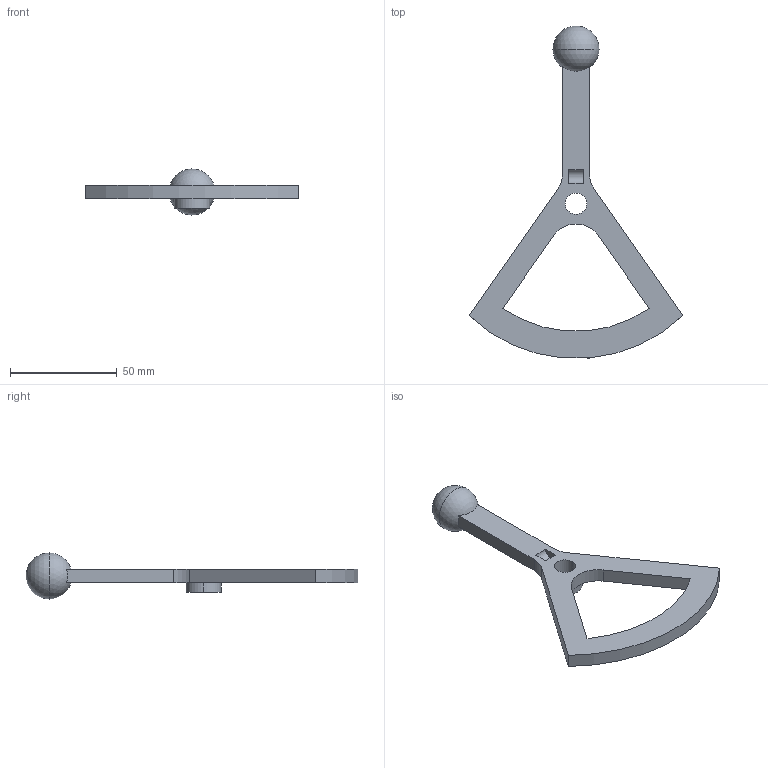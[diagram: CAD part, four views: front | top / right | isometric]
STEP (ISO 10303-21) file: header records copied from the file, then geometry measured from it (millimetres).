
FILE_DESCRIPTION (( 'STEP AP203' ), '1' );
FILE_NAME ('Sector_Pulley_MRoffset-1.STEP', '2022-11-15T19:06:01', ( '' ), ( '' ), 'SwSTEP 2.0', 'SolidWorks 2021', '' );
FILE_SCHEMA (( 'CONFIG_CONTROL_DESIGN' ));
Length unit declared in the file: inch
Products named in the file (1): Sector_Pulley_MRoffset-1
Bounding box: 99.99 x 155.32 x 21.59 mm (x, y, z)
Volume: 27129.3 mm3; surface area: 12509.3 mm2
Topology: 1 solids, 2 shells, 64 faces, 151 edges, 101 vertices
Faces by surface type: plane 52, cylinder 10, sphere 2
Entity records: 1877 total; most frequent: CARTESIAN_POINT 309, DIRECTION 302, ORIENTED_EDGE 292, EDGE_CURVE 146, VECTOR 120, LINE 120, VERTEX_POINT 98, AXIS2_PLACEMENT_3D 91
